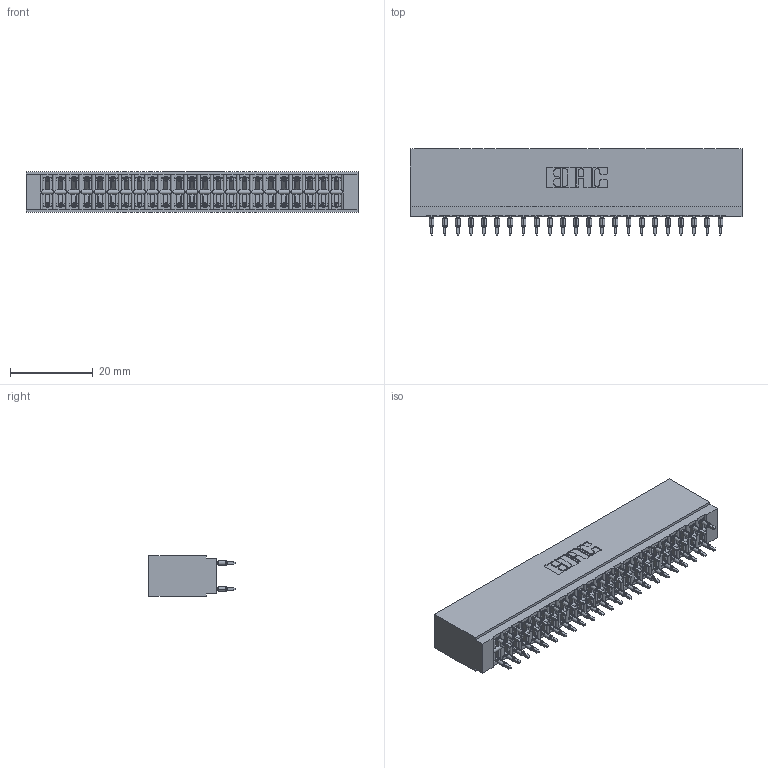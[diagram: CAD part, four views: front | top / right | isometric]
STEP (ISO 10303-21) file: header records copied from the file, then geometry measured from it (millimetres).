
FILE_DESCRIPTION (( 'STEP AP203' ), '1' );
FILE_NAME ('746-046-525-201.STEP', '2026-02-27T15:05:18', ( '' ), ( '' ), 'SwSTEP 2.0', 'SolidWorks 2023', '' );
FILE_SCHEMA (( 'CONFIG_CONTROL_DESIGN' ));
Length unit declared in the file: millimetre
Products named in the file (3): 746-292-001_525; 746 Part_.515 Slot Depth - 01; 746-046-525-201
Assembly tree (47 placements, depth 2):
  746-046-525-201
    746 Part_.515 Slot Depth - 01
    746-292-001_525  x46
Bounding box: 80.26 x 20.82 x 9.91 mm (x, y, z)
Volume: 8700 mm3; surface area: 13476.7 mm2
Topology: 47 solids, 47 shells, 4214 faces, 11579 edges, 7374 vertices
Faces by surface type: plane 2171, bspline 920, cylinder 847, torus 276
Entity records: 38171 total; most frequent: CARTESIAN_POINT 7755, ORIENTED_EDGE 6508, DIRECTION 5466, EDGE_CURVE 3254, LINE 2840, VECTOR 2840, VERTEX_POINT 2154, AXIS2_PLACEMENT_3D 1313
